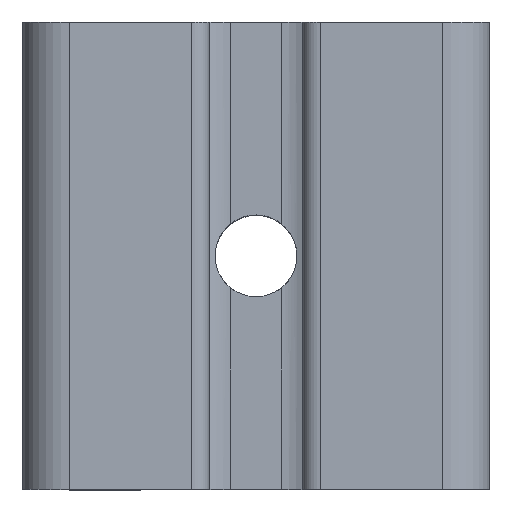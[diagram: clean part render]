
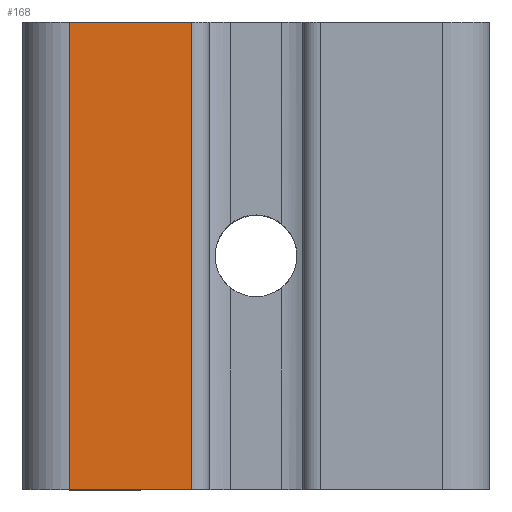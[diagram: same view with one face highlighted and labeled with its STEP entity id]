
A CAD part, top view. The second image highlights one B-rep face of the part: STEP entity #168.
In plain terms, the highlighted planar face has unit normal (0, 0, 1).
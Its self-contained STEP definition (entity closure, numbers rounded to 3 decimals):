
#168 = ADVANCED_FACE( '', ( #395 ), #396, .F. );
#395 = FACE_OUTER_BOUND( '', #700, .T. );
#396 = PLANE( '', #701 );
#700 = EDGE_LOOP( '', ( #1198, #1199, #1200, #1201 ) );
#701 = AXIS2_PLACEMENT_3D( '', #1202, #1203, #1204 );
#1198 = ORIENTED_EDGE( '', *, *, #1958, .T. );
#1199 = ORIENTED_EDGE( '', *, *, #1959, .F. );
#1200 = ORIENTED_EDGE( '', *, *, #1862, .F. );
#1201 = ORIENTED_EDGE( '', *, *, #1888, .T. );
#1202 = CARTESIAN_POINT( '', ( 4., 40., 0. ) );
#1203 = DIRECTION( '', ( 0., 0., -1. ) );
#1204 = DIRECTION( '', ( -1., 0., 0. ) );
#1862 = EDGE_CURVE( '', #2271, #2273, #2274, .T. );
#1888 = EDGE_CURVE( '', #2271, #2318, #2320, .T. );
#1958 = EDGE_CURVE( '', #2318, #2424, #2425, .T. );
#1959 = EDGE_CURVE( '', #2273, #2424, #2426, .T. );
#2271 = VERTEX_POINT( '', #2844 );
#2273 = VERTEX_POINT( '', #2846 );
#2274 = LINE( '', #2847, #2848 );
#2318 = VERTEX_POINT( '', #2900 );
#2320 = LINE( '', #2902, #2903 );
#2424 = VERTEX_POINT( '', #3092 );
#2425 = LINE( '', #3093, #3094 );
#2426 = LINE( '', #3095, #3096 );
#2844 = CARTESIAN_POINT( '', ( 4., 40., 0. ) );
#2846 = CARTESIAN_POINT( '', ( 14.5, 40., 0. ) );
#2847 = CARTESIAN_POINT( '', ( 4., 40., 0. ) );
#2848 = VECTOR( '', #3908, 1000. );
#2900 = CARTESIAN_POINT( '', ( 4., 0., 0. ) );
#2902 = CARTESIAN_POINT( '', ( 4., 40., 0. ) );
#2903 = VECTOR( '', #3965, 1000. );
#3092 = CARTESIAN_POINT( '', ( 14.5, 0., 0. ) );
#3093 = CARTESIAN_POINT( '', ( 4., 0., 0. ) );
#3094 = VECTOR( '', #4038, 1000. );
#3095 = CARTESIAN_POINT( '', ( 14.5, 40., 0. ) );
#3096 = VECTOR( '', #4039, 1000. );
#3908 = DIRECTION( '', ( 1., 0., 0. ) );
#3965 = DIRECTION( '', ( 0., -1., 0. ) );
#4038 = DIRECTION( '', ( 1., 0., 0. ) );
#4039 = DIRECTION( '', ( 0., -1., 0. ) );
